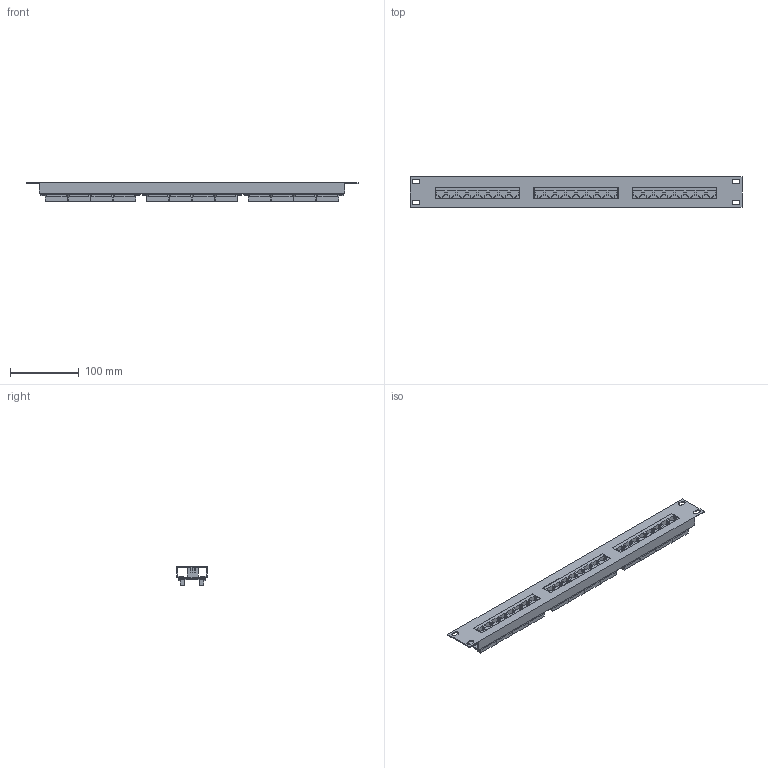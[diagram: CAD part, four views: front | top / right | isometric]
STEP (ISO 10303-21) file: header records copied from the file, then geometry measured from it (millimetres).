
FILE_DESCRIPTION (( 'STEP AP203' ), '1' );
FILE_NAME ('PP24-1UC5EU-K05 ITK 1U ïàò÷-ïàíåëü êàò.5Å UTP, 24 ïîðòà (Krone).STEP', '2016-08-31T11:23:19', ( '' ), ( '' ), 'SwSTEP 2.0', 'SolidWorks 2014', '' );
FILE_SCHEMA (( 'CONFIG_CONTROL_DESIGN' ));
Length unit declared in the file: millimetre
Products named in the file (2): PP24-1UC5EU-K05 ITK 1U ïàò÷-ïàíåëü êàò.5Å UTP, 24 ïîðòà (Krone)
Bounding box: 482 x 44 x 27.5 mm (x, y, z)
Volume: 220420.5 mm3; surface area: 137607.3 mm2
Topology: 1 solids, 1 shells, 881 faces, 2424 edges, 1596 vertices
Faces by surface type: plane 869, cylinder 12
Entity records: 27537 total; most frequent: CARTESIAN_POINT 4903, ORIENTED_EDGE 4848, DIRECTION 4214, EDGE_CURVE 2424, VECTOR 2400, LINE 2400, VERTEX_POINT 1596, EDGE_LOOP 952
